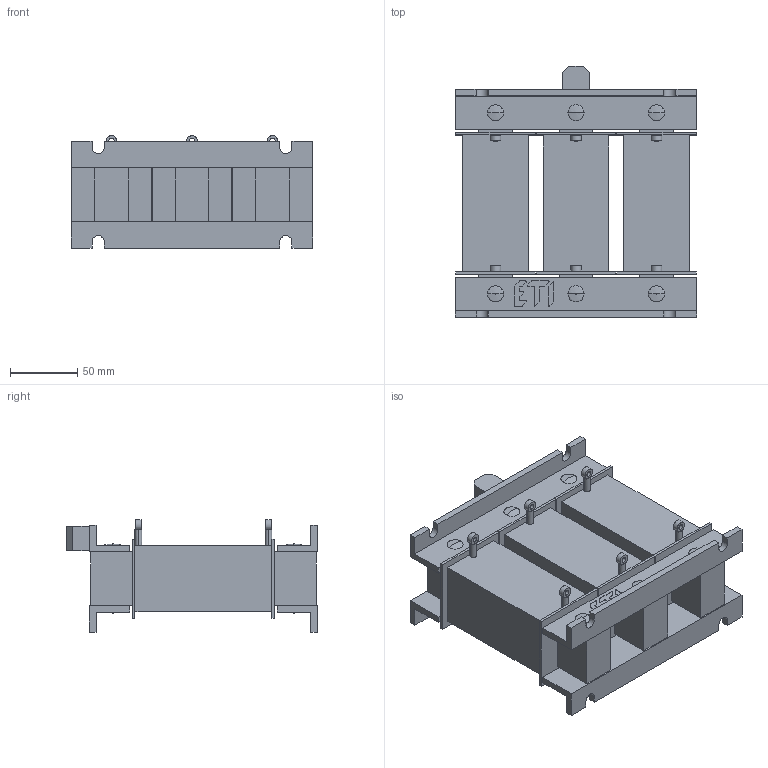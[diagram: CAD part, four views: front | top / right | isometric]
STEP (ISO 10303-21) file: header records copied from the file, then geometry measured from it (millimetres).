
FILE_DESCRIPTION((''),'2;1');
FILE_NAME('ASM000123_ASM','2021-10-28T',('marketing.praksa'),('Audax d.o.o.'),'CREO PARAMETRIC BY PTC INC, 2017480','CREO PARAMETRIC BY PTC INC, 2017480','');
FILE_SCHEMA(('AUTOMOTIVE_DESIGN { 1 0 10303 214 1 1 1 1 }'));
Length unit declared in the file: millimetre
Products named in the file (33): PRT0019_1_1_2_3_4_5_6_1; PRT0019_1_1_2_3_4_5_6_2; PRT0019_1_1_2_3_4_5_6_3; PRT0019_1_1_2_3_4_5_6_4; PRT0019_1_1_2_3_4_5_6_5; PRT0019_1_1_2_3_4_5_6_6; PRT0019_1_1_2_3_4_5_6_7; PRT0019_1_1_2_3_4_5_6_8; PRT0019_1_1_2_3_4_5_6_9; PRT0019_1_1_2_3_4_5_6_10; PRT0019_1_1_2_3_4_5_6_11; PRT0019_1_1_2_3_4_5_6_14; PRT0019_1_1_2_3_4_5_6_15; PRT0019_1_1_2_3_4_5_6_16; PRT0019_1_1_2_3_4_5_6_ASM; 6BB_1_1_2_3_4_1; 6BB_1_1_2_3_4_2; 6BB_1_1_2_3_4_3; 6BB_1_1_2_3_4_4; 6BB_1_1_2_3_4_5; 6BB_1_1_2_3_4_6; 6BB_1_1_2_3_4_ASM; PRT0019_1_1_1_1_2; PRT0019_1_2_1_1_2; PRT0019_1_3_1_1_2; PRT0019_1_4_1_1_2; PRT9567_1_1_2_3_4_1; PRT9567_1_1_2_3_4_2; PRT9567_1_1_2_3_4_3; PRT9567_1_1_2_3_4_ASM; PRT0019_1_1_2_3_4_5_6_12; PRT0019_1_1_2_3_4_5_6_13; ASM000123_ASM
Assembly tree (32 placements, depth 3):
  ASM000123_ASM
    PRT0019_1_1_2_3_4_5_6_ASM
      PRT0019_1_1_2_3_4_5_6_1
      PRT0019_1_1_2_3_4_5_6_2
      PRT0019_1_1_2_3_4_5_6_3
      PRT0019_1_1_2_3_4_5_6_4
      PRT0019_1_1_2_3_4_5_6_5
      PRT0019_1_1_2_3_4_5_6_6
      PRT0019_1_1_2_3_4_5_6_7
      PRT0019_1_1_2_3_4_5_6_8
      PRT0019_1_1_2_3_4_5_6_9
      PRT0019_1_1_2_3_4_5_6_10
      PRT0019_1_1_2_3_4_5_6_11
      PRT0019_1_1_2_3_4_5_6_14
      PRT0019_1_1_2_3_4_5_6_15
      PRT0019_1_1_2_3_4_5_6_16
    6BB_1_1_2_3_4_ASM
      6BB_1_1_2_3_4_1
      6BB_1_1_2_3_4_2
      6BB_1_1_2_3_4_3
      6BB_1_1_2_3_4_4
      6BB_1_1_2_3_4_5
      6BB_1_1_2_3_4_6
    PRT0019_1_1_1_1_2
    PRT0019_1_2_1_1_2
    PRT0019_1_3_1_1_2
    PRT0019_1_4_1_1_2
    PRT9567_1_1_2_3_4_ASM
      PRT9567_1_1_2_3_4_1
      PRT9567_1_1_2_3_4_2
      PRT9567_1_1_2_3_4_3
    PRT0019_1_1_2_3_4_5_6_12
    PRT0019_1_1_2_3_4_5_6_13
Bounding box: 180 x 187 x 84 mm (x, y, z)
Volume: 1130176.5 mm3; surface area: 233638.1 mm2
Topology: 29 solids, 29 shells, 399 faces, 960 edges, 634 vertices
Faces by surface type: plane 289, cylinder 86, revolution 24
Entity records: 19555 total; most frequent: CARTESIAN_POINT 2533, DIRECTION 2160, ORIENTED_EDGE 1920, PRESENTATION_STYLE_ASSIGNMENT 1321, STYLED_ITEM 1321, CURVE_STYLE 960, EDGE_CURVE 960, AXIS2_PLACEMENT_3D 737
